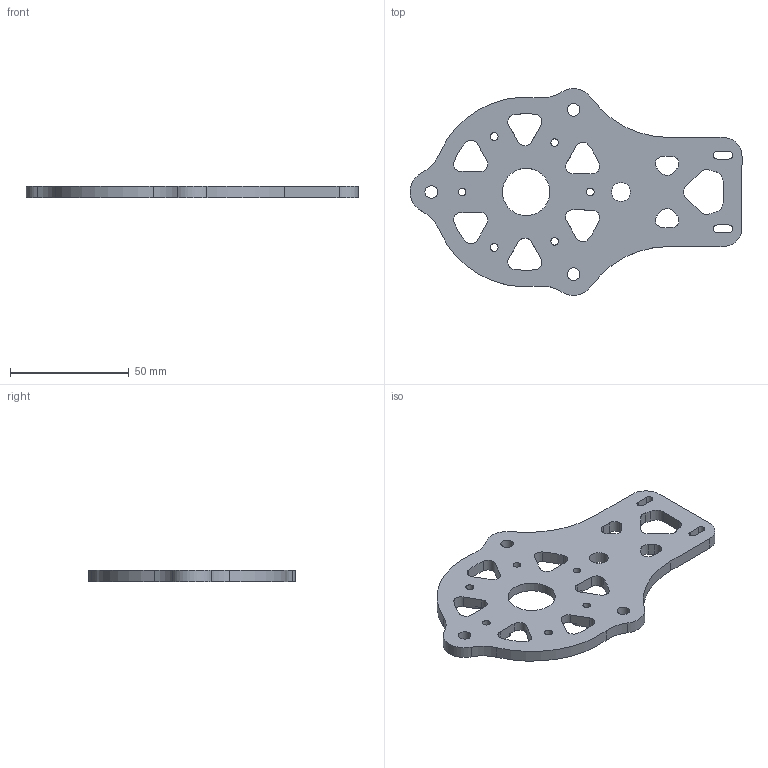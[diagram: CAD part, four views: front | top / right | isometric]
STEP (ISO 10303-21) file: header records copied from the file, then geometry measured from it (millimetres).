
FILE_DESCRIPTION(/* description */ (''),/* implementation_level */ '2;1');
FILE_NAME(/* name */ '600cc-TopPlate_AA.step',/* time_stamp */ '2024-10-09T22:25:56+02:00',/* author */ (''),/* organization */ (''),/* preprocessor_version */ 'ST-DEVELOPER v20',/* originating_system */ 'Autodesk Translation Framework v13.20.0.188',/* authorisation */ '');
FILE_SCHEMA (('AUTOMOTIVE_DESIGN { 1 0 10303 214 3 1 1 }'));
Length unit declared in the file: millimetre
Products named in the file (1): TopPlate_Optimized
Bounding box: 139.97 x 87.24 x 5 mm (x, y, z)
Volume: 31168 mm3; surface area: 17810.1 mm2
Topology: 1 solids, 1 shells, 115 faces, 354 edges, 236 vertices
Faces by surface type: cylinder 83, plane 32
Full cylindrical faces by diameter (mm): 3.2 x3, 3.3 x3, 5.3 x3, 8 x1, 20 x1
Entity records: 4162 total; most frequent: DIRECTION 752, ORIENTED_EDGE 708, CARTESIAN_POINT 706, EDGE_CURVE 354, AXIS2_PLACEMENT_3D 282, VERTEX_POINT 236, LINE 188, VECTOR 188
